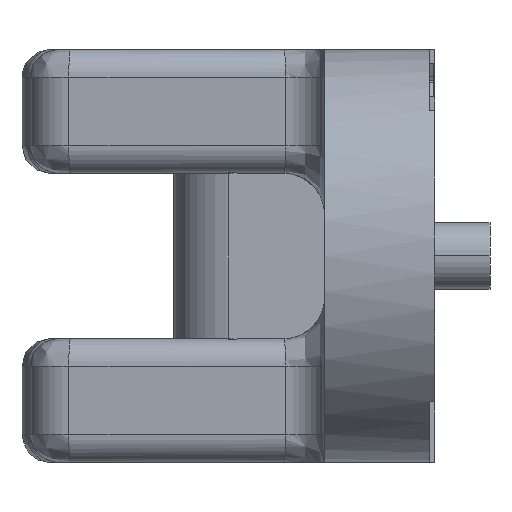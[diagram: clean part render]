
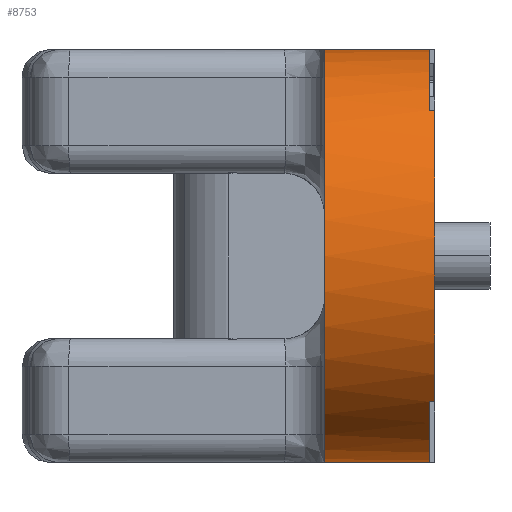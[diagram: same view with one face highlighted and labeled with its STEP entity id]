
A CAD part, left-side view. The second image highlights one B-rep face of the part: STEP entity #8753.
In plain terms, the highlighted cylindrical face has radius 7.5 mm (diameter 15 mm), a partial arc.
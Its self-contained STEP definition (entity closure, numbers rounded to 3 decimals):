
#5=DIRECTION('',(0.,1.,0.));
#6=VECTOR('',#5,3.8);
#7=CARTESIAN_POINT('',(0.,0.2,-7.5));
#8=LINE('',#7,#6);
#149=CARTESIAN_POINT('',(0.,4.,0.));
#150=DIRECTION('',(0.,-1.,0.));
#151=DIRECTION('',(0.,0.,1.));
#152=AXIS2_PLACEMENT_3D('',#149,#150,#151);
#273=CARTESIAN_POINT('',(0.,0.,0.));
#274=DIRECTION('',(0.,1.,0.));
#275=DIRECTION('',(-0.708,0.,-0.707));
#276=AXIS2_PLACEMENT_3D('',#273,#274,#275);
#680=DIRECTION('',(0.,-1.,0.));
#681=VECTOR('',#680,3.8);
#682=CARTESIAN_POINT('',(0.,4.,7.5));
#683=LINE('',#682,#681);
#1069=CARTESIAN_POINT('',(0.,0.2,0.));
#1070=DIRECTION('',(0.,-1.,0.));
#1071=DIRECTION('',(0.,0.,1.));
#1072=AXIS2_PLACEMENT_3D('',#1069,#1070,#1071);
#1074=DIRECTION('',(0.,-1.,0.));
#1075=VECTOR('',#1074,0.2);
#1076=CARTESIAN_POINT('',(-5.307,0.2,5.3));
#1077=LINE('',#1076,#1075);
#1078=DIRECTION('',(0.,-1.,0.));
#1079=VECTOR('',#1078,0.2);
#1080=CARTESIAN_POINT('',(-5.307,0.2,-5.3));
#1081=LINE('',#1080,#1079);
#1082=CARTESIAN_POINT('',(0.,0.2,0.));
#1083=DIRECTION('',(0.,-1.,0.));
#1084=DIRECTION('',(-0.708,0.,-0.707));
#1085=AXIS2_PLACEMENT_3D('',#1082,#1083,#1084);
#5553=CARTESIAN_POINT('',(0.,4.,7.5));
#5554=CARTESIAN_POINT('',(0.,4.,-7.5));
#5555=VERTEX_POINT('',#5553);
#5556=VERTEX_POINT('',#5554);
#5613=CARTESIAN_POINT('',(0.,0.2,-7.5));
#5615=VERTEX_POINT('',#5613);
#5619=CARTESIAN_POINT('',(0.,0.2,7.5));
#5621=VERTEX_POINT('',#5619);
#5627=CARTESIAN_POINT('',(-5.307,0.,-5.3));
#5628=VERTEX_POINT('',#5627);
#5629=CARTESIAN_POINT('',(-5.307,0.,5.3));
#5631=VERTEX_POINT('',#5629);
#5633=CARTESIAN_POINT('',(-5.307,0.2,5.3));
#5634=VERTEX_POINT('',#5633);
#5635=CARTESIAN_POINT('',(-5.307,0.2,-5.3));
#5636=VERTEX_POINT('',#5635);
#8735=CARTESIAN_POINT('',(0.,38.262,0.));
#8736=DIRECTION('',(0.,-1.,0.));
#8737=DIRECTION('',(0.,0.,1.));
#8738=AXIS2_PLACEMENT_3D('',#8735,#8736,#8737);
#8739=CYLINDRICAL_SURFACE('',#8738,7.5);
#8741=ORIENTED_EDGE('',*,*,#8740,.T.);
#8742=ORIENTED_EDGE('',*,*,#8727,.T.);
#8743=ORIENTED_EDGE('',*,*,#7515,.F.);
#8745=ORIENTED_EDGE('',*,*,#8744,.F.);
#8747=ORIENTED_EDGE('',*,*,#8746,.T.);
#8748=ORIENTED_EDGE('',*,*,#7292,.T.);
#8749=ORIENTED_EDGE('',*,*,#7461,.F.);
#8750=ORIENTED_EDGE('',*,*,#8019,.T.);
#8751=EDGE_LOOP('',(#8741,#8742,#8743,#8745,#8747,#8748,#8749,#8750));
#8752=FACE_OUTER_BOUND('',#8751,.F.);
#8753=ADVANCED_FACE('',(#8752),#8739,.T.);
#153=CIRCLE('',#152,7.5);
#277=CIRCLE('',#276,7.5);
#1073=CIRCLE('',#1072,7.5);
#1086=CIRCLE('',#1085,7.5);
#7292=EDGE_CURVE('',#5615,#5556,#8,.T.);
#7461=EDGE_CURVE('',#5555,#5556,#153,.T.);
#7515=EDGE_CURVE('',#5628,#5631,#277,.T.);
#8019=EDGE_CURVE('',#5555,#5621,#683,.T.);
#8727=EDGE_CURVE('',#5634,#5631,#1077,.T.);
#8740=EDGE_CURVE('',#5621,#5634,#1073,.T.);
#8744=EDGE_CURVE('',#5636,#5628,#1081,.T.);
#8746=EDGE_CURVE('',#5636,#5615,#1086,.T.);
